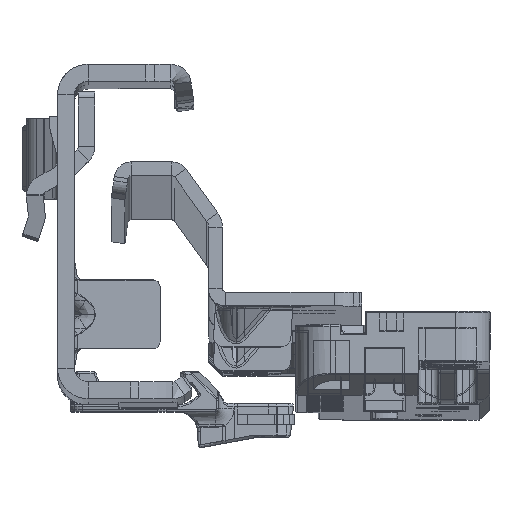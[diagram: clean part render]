
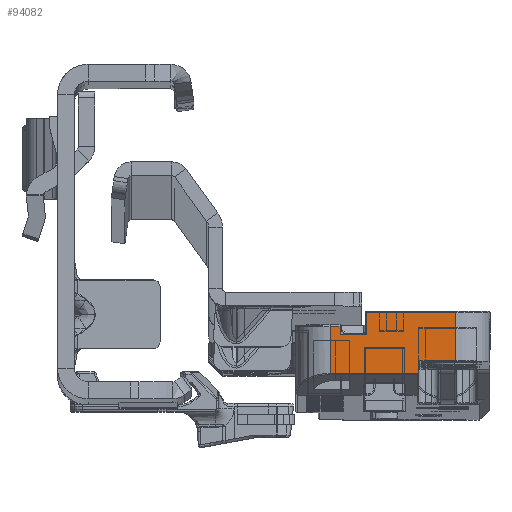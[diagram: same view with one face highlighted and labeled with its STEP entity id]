
A CAD part, top view. The second image highlights one B-rep face of the part: STEP entity #94082.
In plain terms, the highlighted face is planar.
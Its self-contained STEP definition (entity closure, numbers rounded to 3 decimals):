
#358 = AXIS2_PLACEMENT_3D ( 'NONE', #35548, #5902, #84424 ) ;
#1085 = ORIENTED_EDGE ( 'NONE', *, *, #72635, .T. ) ;
#3234 = EDGE_LOOP ( 'NONE', ( #120850, #66203, #62390, #107491, #34780, #50657, #63892, #1085, #65628, #48940, #55369, #29484 ) ) ;
#3253 = DIRECTION ( 'NONE',  ( 0., 1., 0. ) ) ;
#4871 = VECTOR ( 'NONE', #16073, 1000. ) ;
#5902 = DIRECTION ( 'NONE',  ( 0., 0., 1. ) ) ;
#6803 = VECTOR ( 'NONE', #29812, 1000. ) ;
#8528 = VECTOR ( 'NONE', #106143, 1000. ) ;
#10130 = CARTESIAN_POINT ( 'NONE',  ( -8.273, -6.785, -284.5 ) ) ;
#16073 = DIRECTION ( 'NONE',  ( 1., 0., 0. ) ) ;
#17658 = CARTESIAN_POINT ( 'NONE',  ( 4.6, -6.785, -284.5 ) ) ;
#18781 = EDGE_CURVE ( 'NONE', #99177, #106247, #118948, .T. ) ;
#19456 = VERTEX_POINT ( 'NONE', #68342 ) ;
#20443 = CARTESIAN_POINT ( 'NONE',  ( -13.7, 2.1, -284.5 ) ) ;
#20459 = CARTESIAN_POINT ( 'NONE',  ( 3.15, 0.1, -284.5 ) ) ;
#20563 = DIRECTION ( 'NONE',  ( 0., -1., 0. ) ) ;
#20896 = CIRCLE ( 'NONE', #358, 0.2 ) ;
#21289 = LINE ( 'NONE', #69529, #60724 ) ;
#23125 = FACE_OUTER_BOUND ( 'NONE', #3234, .T. ) ;
#23752 = DIRECTION ( 'NONE',  ( 0., 0., 1. ) ) ;
#25214 = EDGE_CURVE ( 'NONE', #54399, #99177, #62110, .T. ) ;
#26295 = CARTESIAN_POINT ( 'NONE',  ( -8.273, -6.785, -284.5 ) ) ;
#27201 = VERTEX_POINT ( 'NONE', #70384 ) ;
#29484 = ORIENTED_EDGE ( 'NONE', *, *, #18781, .T. ) ;
#29812 = DIRECTION ( 'NONE',  ( 1., 0., 0. ) ) ;
#30444 = CARTESIAN_POINT ( 'NONE',  ( -8.3, -5., -284.5 ) ) ;
#32283 = VERTEX_POINT ( 'NONE', #115347 ) ;
#33402 = PLANE ( 'NONE',  #121695 ) ;
#34780 = ORIENTED_EDGE ( 'NONE', *, *, #59991, .T. ) ;
#35548 = CARTESIAN_POINT ( 'NONE',  ( -8.5, -5.2, -284.5 ) ) ;
#39455 = LINE ( 'NONE', #30444, #6803 ) ;
#42470 = EDGE_CURVE ( 'NONE', #32283, #89844, #21289, .T. ) ;
#43761 = CARTESIAN_POINT ( 'NONE',  ( 19.8, -1.15, -284.5 ) ) ;
#45002 = CARTESIAN_POINT ( 'NONE',  ( 4.6, 0.1, -284.5 ) ) ;
#46715 = EDGE_CURVE ( 'NONE', #19456, #54399, #61861, .T. ) ;
#47847 = VECTOR ( 'NONE', #20563, 1000. ) ;
#48291 = VECTOR ( 'NONE', #59700, 1000. ) ;
#48940 = ORIENTED_EDGE ( 'NONE', *, *, #46715, .T. ) ;
#50608 = VERTEX_POINT ( 'NONE', #73048 ) ;
#50657 = ORIENTED_EDGE ( 'NONE', *, *, #71599, .T. ) ;
#51807 = CARTESIAN_POINT ( 'NONE',  ( -0.7, 2.1, -284.5 ) ) ;
#53456 = LINE ( 'NONE', #43761, #4871 ) ;
#54399 = VERTEX_POINT ( 'NONE', #20443 ) ;
#55369 = ORIENTED_EDGE ( 'NONE', *, *, #25214, .T. ) ;
#56029 = CARTESIAN_POINT ( 'NONE',  ( 4.6, 0.1, -284.5 ) ) ;
#57277 = VECTOR ( 'NONE', #82644, 1000. ) ;
#59700 = DIRECTION ( 'NONE',  ( 0., 1., 0. ) ) ;
#59991 = EDGE_CURVE ( 'NONE', #64124, #91292, #125224, .T. ) ;
#60724 = VECTOR ( 'NONE', #90091, 1000. ) ;
#61799 = LINE ( 'NONE', #45002, #114362 ) ;
#61861 = LINE ( 'NONE', #101079, #98232 ) ;
#62110 = LINE ( 'NONE', #51807, #57277 ) ;
#62375 = DIRECTION ( 'NONE',  ( 1., 0., 0. ) ) ;
#62390 = ORIENTED_EDGE ( 'NONE', *, *, #78271, .T. ) ;
#63892 = ORIENTED_EDGE ( 'NONE', *, *, #42470, .F. ) ;
#64124 = VERTEX_POINT ( 'NONE', #17658 ) ;
#65068 = CARTESIAN_POINT ( 'NONE',  ( 4.6, -242.444, -284.5 ) ) ;
#65596 = DIRECTION ( 'NONE',  ( 1., 0., 0. ) ) ;
#65628 = ORIENTED_EDGE ( 'NONE', *, *, #106250, .F. ) ;
#65686 = LINE ( 'NONE', #65068, #8528 ) ;
#66203 = ORIENTED_EDGE ( 'NONE', *, *, #110974, .T. ) ;
#68342 = CARTESIAN_POINT ( 'NONE',  ( -13.7, -5., -284.5 ) ) ;
#69529 = CARTESIAN_POINT ( 'NONE',  ( -8.3, 0., -284.5 ) ) ;
#70384 = CARTESIAN_POINT ( 'NONE',  ( 3.15, 0.1, -284.5 ) ) ;
#71599 = EDGE_CURVE ( 'NONE', #91292, #89844, #105050, .T. ) ;
#71913 = CARTESIAN_POINT ( 'NONE',  ( -8.291, -6.749, -284.5 ) ) ;
#72009 = CARTESIAN_POINT ( 'NONE',  ( -8.3, -6.669, -284.5 ) ) ;
#72635 = EDGE_CURVE ( 'NONE', #32283, #121038, #20896, .T. ) ;
#73048 = CARTESIAN_POINT ( 'NONE',  ( 3.15, -1.15, -284.5 ) ) ;
#78271 = EDGE_CURVE ( 'NONE', #27201, #93929, #61799, .T. ) ;
#79265 = CARTESIAN_POINT ( 'NONE',  ( -0.75, 2.1, -284.5 ) ) ;
#81546 = CARTESIAN_POINT ( 'NONE',  ( -8.3, -6.669, -284.5 ) ) ;
#82644 = DIRECTION ( 'NONE',  ( 1., 0., 0. ) ) ;
#84424 = DIRECTION ( 'NONE',  ( 1., 0., 0. ) ) ;
#89844 = VERTEX_POINT ( 'NONE', #72009 ) ;
#90091 = DIRECTION ( 'NONE',  ( 0., -1., 0. ) ) ;
#90243 = CARTESIAN_POINT ( 'NONE',  ( -0.75, -1.15, -284.5 ) ) ;
#91292 = VERTEX_POINT ( 'NONE', #26295 ) ;
#93929 = VERTEX_POINT ( 'NONE', #56029 ) ;
#94082 = ADVANCED_FACE ( 'NONE', ( #23125 ), #33402, .F. ) ;
#96915 = CARTESIAN_POINT ( 'NONE',  ( -8.3, -6.785, -284.5 ) ) ;
#98232 = VECTOR ( 'NONE', #3253, 1000. ) ;
#99177 = VERTEX_POINT ( 'NONE', #79265 ) ;
#101079 = CARTESIAN_POINT ( 'NONE',  ( -13.7, 2., -284.5 ) ) ;
#105050 =( BOUNDED_CURVE ( )  B_SPLINE_CURVE ( 3, ( #10130, #71913, #109192, #81546 ),
 .UNSPECIFIED., .F., .T. ) 
 B_SPLINE_CURVE_WITH_KNOTS ( ( 4, 4 ),
 ( 1.047, 1.571 ),
 .UNSPECIFIED. ) 
 CURVE ( )  GEOMETRIC_REPRESENTATION_ITEM ( )  RATIONAL_B_SPLINE_CURVE ( ( 1., 0.977, 0.977, 1. ) ) 
 REPRESENTATION_ITEM ( '' )  );
#106143 = DIRECTION ( 'NONE',  ( 0., 1., 0. ) ) ;
#106247 = VERTEX_POINT ( 'NONE', #90243 ) ;
#106250 = EDGE_CURVE ( 'NONE', #19456, #121038, #39455, .T. ) ;
#107064 = EDGE_CURVE ( 'NONE', #106247, #50608, #53456, .T. ) ;
#107491 = ORIENTED_EDGE ( 'NONE', *, *, #124864, .F. ) ;
#108551 = LINE ( 'NONE', #20459, #48291 ) ;
#108652 = CARTESIAN_POINT ( 'NONE',  ( -0.75, -0.9, -284.5 ) ) ;
#109192 = CARTESIAN_POINT ( 'NONE',  ( -8.3, -6.71, -284.5 ) ) ;
#110974 = EDGE_CURVE ( 'NONE', #50608, #27201, #108551, .T. ) ;
#111194 = CARTESIAN_POINT ( 'NONE',  ( 19.8, 2.6, -284.5 ) ) ;
#114362 = VECTOR ( 'NONE', #65596, 1000. ) ;
#114652 = VECTOR ( 'NONE', #116831, 1000. ) ;
#115347 = CARTESIAN_POINT ( 'NONE',  ( -8.3, -5.2, -284.5 ) ) ;
#116831 = DIRECTION ( 'NONE',  ( -1., 0., 0. ) ) ;
#118948 = LINE ( 'NONE', #108652, #47847 ) ;
#120850 = ORIENTED_EDGE ( 'NONE', *, *, #107064, .T. ) ;
#121038 = VERTEX_POINT ( 'NONE', #122760 ) ;
#121695 = AXIS2_PLACEMENT_3D ( 'NONE', #111194, #23752, #62375 ) ;
#122760 = CARTESIAN_POINT ( 'NONE',  ( -8.5, -5., -284.5 ) ) ;
#124864 = EDGE_CURVE ( 'NONE', #64124, #93929, #65686, .T. ) ;
#125224 = LINE ( 'NONE', #96915, #114652 ) ;
